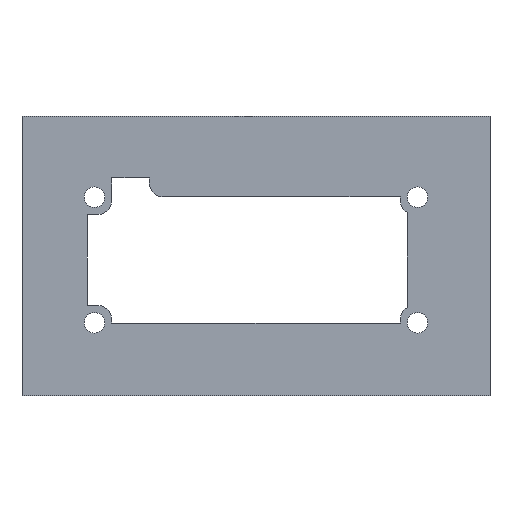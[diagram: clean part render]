
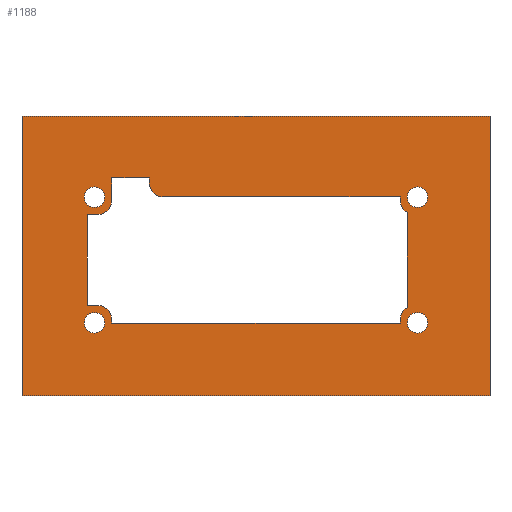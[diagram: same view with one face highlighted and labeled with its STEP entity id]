
A CAD part, front view. The second image highlights one B-rep face of the part: STEP entity #1188.
In plain terms, the highlighted planar face has unit normal (0, -1, 0).
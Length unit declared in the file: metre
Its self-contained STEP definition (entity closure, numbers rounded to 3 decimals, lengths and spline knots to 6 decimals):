
#29=CIRCLE('',#1267,0.00145);
#30=CIRCLE('',#1268,0.00145);
#31=CIRCLE('',#1269,0.00145);
#32=CIRCLE('',#1270,0.00145);
#33=CIRCLE('',#1271,0.002);
#34=CIRCLE('',#1272,0.002);
#35=CIRCLE('',#1273,0.002);
#36=CIRCLE('',#1274,0.002);
#37=CIRCLE('',#1275,0.002);
#127=ORIENTED_EDGE('',*,*,#459,.T.);
#128=ORIENTED_EDGE('',*,*,#460,.T.);
#129=ORIENTED_EDGE('',*,*,#461,.T.);
#130=ORIENTED_EDGE('',*,*,#462,.T.);
#131=ORIENTED_EDGE('',*,*,#463,.T.);
#132=ORIENTED_EDGE('',*,*,#464,.T.);
#133=ORIENTED_EDGE('',*,*,#415,.T.);
#134=ORIENTED_EDGE('',*,*,#421,.F.);
#135=ORIENTED_EDGE('',*,*,#465,.T.);
#136=ORIENTED_EDGE('',*,*,#422,.T.);
#137=ORIENTED_EDGE('',*,*,#466,.T.);
#138=ORIENTED_EDGE('',*,*,#395,.F.);
#139=ORIENTED_EDGE('',*,*,#401,.F.);
#140=ORIENTED_EDGE('',*,*,#404,.F.);
#141=ORIENTED_EDGE('',*,*,#467,.T.);
#142=ORIENTED_EDGE('',*,*,#405,.T.);
#143=ORIENTED_EDGE('',*,*,#411,.F.);
#144=ORIENTED_EDGE('',*,*,#414,.F.);
#145=ORIENTED_EDGE('',*,*,#468,.T.);
#146=ORIENTED_EDGE('',*,*,#469,.T.);
#147=ORIENTED_EDGE('',*,*,#470,.F.);
#148=ORIENTED_EDGE('',*,*,#471,.F.);
#149=ORIENTED_EDGE('',*,*,#472,.T.);
#150=ORIENTED_EDGE('',*,*,#456,.T.);
#151=ORIENTED_EDGE('',*,*,#473,.F.);
#395=EDGE_CURVE('',#564,#565,#680,.T.);
#401=EDGE_CURVE('',#569,#564,#686,.T.);
#404=EDGE_CURVE('',#571,#569,#689,.T.);
#405=EDGE_CURVE('',#572,#573,#690,.T.);
#411=EDGE_CURVE('',#577,#573,#696,.T.);
#414=EDGE_CURVE('',#579,#577,#699,.T.);
#415=EDGE_CURVE('',#580,#581,#700,.T.);
#421=EDGE_CURVE('',#585,#581,#706,.T.);
#422=EDGE_CURVE('',#586,#587,#707,.T.);
#456=EDGE_CURVE('',#621,#620,#739,.T.);
#459=EDGE_CURVE('',#622,#622,#29,.F.);
#460=EDGE_CURVE('',#623,#623,#30,.F.);
#461=EDGE_CURVE('',#624,#624,#31,.F.);
#462=EDGE_CURVE('',#625,#625,#32,.F.);
#463=EDGE_CURVE('',#626,#627,#742,.T.);
#464=EDGE_CURVE('',#627,#580,#33,.T.);
#465=EDGE_CURVE('',#585,#586,#34,.T.);
#466=EDGE_CURVE('',#587,#565,#35,.T.);
#467=EDGE_CURVE('',#571,#572,#36,.T.);
#468=EDGE_CURVE('',#579,#628,#37,.T.);
#469=EDGE_CURVE('',#628,#629,#743,.T.);
#470=EDGE_CURVE('',#626,#629,#744,.T.);
#471=EDGE_CURVE('',#630,#631,#745,.T.);
#472=EDGE_CURVE('',#630,#621,#746,.T.);
#473=EDGE_CURVE('',#631,#620,#747,.T.);
#564=VERTEX_POINT('',#1675);
#565=VERTEX_POINT('',#1676);
#569=VERTEX_POINT('',#1686);
#571=VERTEX_POINT('',#1692);
#572=VERTEX_POINT('',#1696);
#573=VERTEX_POINT('',#1697);
#577=VERTEX_POINT('',#1707);
#579=VERTEX_POINT('',#1713);
#580=VERTEX_POINT('',#1717);
#581=VERTEX_POINT('',#1718);
#585=VERTEX_POINT('',#1728);
#586=VERTEX_POINT('',#1732);
#587=VERTEX_POINT('',#1733);
#620=VERTEX_POINT('',#1802);
#621=VERTEX_POINT('',#1804);
#622=VERTEX_POINT('',#1809);
#623=VERTEX_POINT('',#1811);
#624=VERTEX_POINT('',#1813);
#625=VERTEX_POINT('',#1815);
#626=VERTEX_POINT('',#1817);
#627=VERTEX_POINT('',#1818);
#628=VERTEX_POINT('',#1824);
#629=VERTEX_POINT('',#1826);
#630=VERTEX_POINT('',#1829);
#631=VERTEX_POINT('',#1830);
#680=LINE('',#1674,#819);
#686=LINE('',#1687,#825);
#689=LINE('',#1693,#828);
#690=LINE('',#1695,#829);
#696=LINE('',#1708,#835);
#699=LINE('',#1714,#838);
#700=LINE('',#1716,#839);
#706=LINE('',#1729,#845);
#707=LINE('',#1731,#846);
#739=LINE('',#1803,#878);
#742=LINE('',#1816,#881);
#743=LINE('',#1825,#882);
#744=LINE('',#1827,#883);
#745=LINE('',#1828,#884);
#746=LINE('',#1831,#885);
#747=LINE('',#1832,#886);
#819=VECTOR('',#1349,1.);
#825=VECTOR('',#1357,1.);
#828=VECTOR('',#1362,1.);
#829=VECTOR('',#1365,1.);
#835=VECTOR('',#1373,1.);
#838=VECTOR('',#1378,1.);
#839=VECTOR('',#1381,1.);
#845=VECTOR('',#1389,1.);
#846=VECTOR('',#1392,1.);
#878=VECTOR('',#1434,1.);
#881=VECTOR('',#1447,1.);
#882=VECTOR('',#1458,1.);
#883=VECTOR('',#1459,1.);
#884=VECTOR('',#1460,1.);
#885=VECTOR('',#1461,1.);
#886=VECTOR('',#1462,1.);
#972=EDGE_LOOP('',(#127));
#973=EDGE_LOOP('',(#128));
#974=EDGE_LOOP('',(#129));
#975=EDGE_LOOP('',(#130));
#976=EDGE_LOOP('',(#131,#132,#133,#134,#135,#136,#137,#138,#139,#140,#141,
#142,#143,#144,#145,#146,#147));
#977=EDGE_LOOP('',(#148,#149,#150,#151));
#1057=FACE_BOUND('',#972,.T.);
#1058=FACE_BOUND('',#973,.T.);
#1059=FACE_BOUND('',#974,.T.);
#1060=FACE_BOUND('',#975,.T.);
#1061=FACE_BOUND('',#976,.T.);
#1062=FACE_BOUND('',#977,.T.);
#1140=PLANE('',#1266);
#1188=ADVANCED_FACE('',(#1057,#1058,#1059,#1060,#1061,#1062),#1140,.T.);
#1266=AXIS2_PLACEMENT_3D('',#1807,#1437,#1438);
#1267=AXIS2_PLACEMENT_3D('',#1808,#1439,#1440);
#1268=AXIS2_PLACEMENT_3D('',#1810,#1441,#1442);
#1269=AXIS2_PLACEMENT_3D('',#1812,#1443,#1444);
#1270=AXIS2_PLACEMENT_3D('',#1814,#1445,#1446);
#1271=AXIS2_PLACEMENT_3D('',#1819,#1448,#1449);
#1272=AXIS2_PLACEMENT_3D('',#1820,#1450,#1451);
#1273=AXIS2_PLACEMENT_3D('',#1821,#1452,#1453);
#1274=AXIS2_PLACEMENT_3D('',#1822,#1454,#1455);
#1275=AXIS2_PLACEMENT_3D('',#1823,#1456,#1457);
#1349=DIRECTION('',(0.,0.,1.));
#1357=DIRECTION('',(1.,0.,0.));
#1362=DIRECTION('',(0.,0.,-1.));
#1365=DIRECTION('',(-1.,0.,0.));
#1373=DIRECTION('',(0.,0.,-1.));
#1378=DIRECTION('',(-1.,0.,0.));
#1381=DIRECTION('',(1.,0.,0.));
#1389=DIRECTION('',(0.,0.,1.));
#1392=DIRECTION('',(0.,0.,-1.));
#1434=DIRECTION('',(0.,0.,-1.));
#1437=DIRECTION('',(0.,-1.,0.));
#1438=DIRECTION('',(0.,0.,-1.));
#1439=DIRECTION('',(0.,-1.,0.));
#1440=DIRECTION('',(0.,0.,-1.));
#1441=DIRECTION('',(0.,-1.,0.));
#1442=DIRECTION('',(0.,0.,-1.));
#1443=DIRECTION('',(0.,-1.,0.));
#1444=DIRECTION('',(0.,0.,-1.));
#1445=DIRECTION('',(0.,-1.,0.));
#1446=DIRECTION('',(0.,0.,-1.));
#1447=DIRECTION('',(0.,0.,-1.));
#1448=DIRECTION('',(0.,-1.,0.));
#1449=DIRECTION('',(0.,0.,-1.));
#1450=DIRECTION('',(0.,-1.,0.));
#1451=DIRECTION('',(0.,0.,-1.));
#1452=DIRECTION('',(0.,-1.,0.));
#1453=DIRECTION('',(0.,0.,-1.));
#1454=DIRECTION('',(0.,-1.,0.));
#1455=DIRECTION('',(0.,0.,-1.));
#1456=DIRECTION('',(0.,-1.,0.));
#1457=DIRECTION('',(0.,0.,-1.));
#1458=DIRECTION('',(0.,0.,1.));
#1459=DIRECTION('',(-1.,0.,0.));
#1460=DIRECTION('',(0.,0.,-1.));
#1461=DIRECTION('',(-1.,0.,0.));
#1462=DIRECTION('',(-1.,0.,0.));
#1674=CARTESIAN_POINT('',(0.0204,-0.0975,-0.004398));
#1675=CARTESIAN_POINT('',(0.0204,-0.0975,-0.0339));
#1676=CARTESIAN_POINT('',(0.0204,-0.0975,-0.0334));
#1686=CARTESIAN_POINT('',(-0.0204,-0.0975,-0.0339));
#1687=CARTESIAN_POINT('',(0.,-0.0975,-0.0339));
#1692=CARTESIAN_POINT('',(-0.0204,-0.0975,-0.0334));
#1693=CARTESIAN_POINT('',(-0.0204,-0.0975,-0.004398));
#1695=CARTESIAN_POINT('',(0.,-0.0975,-0.0314));
#1696=CARTESIAN_POINT('',(-0.0224,-0.0975,-0.0314));
#1697=CARTESIAN_POINT('',(-0.0239,-0.0975,-0.0314));
#1707=CARTESIAN_POINT('',(-0.0239,-0.0975,-0.01854));
#1708=CARTESIAN_POINT('',(-0.0239,-0.0975,-0.004398));
#1713=CARTESIAN_POINT('',(-0.0224,-0.0975,-0.01854));
#1714=CARTESIAN_POINT('',(0.,-0.0975,-0.01854));
#1716=CARTESIAN_POINT('',(0.,-0.0975,-0.01604));
#1717=CARTESIAN_POINT('',(-0.0131,-0.0975,-0.01604));
#1718=CARTESIAN_POINT('',(0.0204,-0.0975,-0.01604));
#1728=CARTESIAN_POINT('',(0.0204,-0.0975,-0.01654));
#1729=CARTESIAN_POINT('',(0.0204,-0.0975,-0.004398));
#1731=CARTESIAN_POINT('',(0.0214,-0.0975,-0.004398));
#1732=CARTESIAN_POINT('',(0.0214,-0.0975,-0.018272));
#1733=CARTESIAN_POINT('',(0.0214,-0.0975,-0.031668));
#1802=CARTESIAN_POINT('',(-0.033115,-0.0975,-0.0442));
#1803=CARTESIAN_POINT('',(-0.033115,-0.0975,-0.004398));
#1804=CARTESIAN_POINT('',(-0.033115,-0.0975,-0.0046));
#1807=CARTESIAN_POINT('',(0.,-0.0975,-0.004398));
#1808=CARTESIAN_POINT('',(0.02286,-0.0975,-0.03386));
#1809=CARTESIAN_POINT('',(0.02286,-0.0975,-0.03531));
#1810=CARTESIAN_POINT('',(-0.02286,-0.0975,-0.03386));
#1811=CARTESIAN_POINT('',(-0.02286,-0.0975,-0.03531));
#1812=CARTESIAN_POINT('',(-0.02286,-0.0975,-0.01608));
#1813=CARTESIAN_POINT('',(-0.02286,-0.0975,-0.01753));
#1814=CARTESIAN_POINT('',(0.02286,-0.0975,-0.01608));
#1815=CARTESIAN_POINT('',(0.02286,-0.0975,-0.01753));
#1816=CARTESIAN_POINT('',(-0.0151,-0.0975,-0.004398));
#1817=CARTESIAN_POINT('',(-0.0151,-0.0975,-0.01334));
#1818=CARTESIAN_POINT('',(-0.0151,-0.0975,-0.01404));
#1819=CARTESIAN_POINT('',(-0.0131,-0.0975,-0.01404));
#1820=CARTESIAN_POINT('',(0.0224,-0.0975,-0.01654));
#1821=CARTESIAN_POINT('',(0.0224,-0.0975,-0.0334));
#1822=CARTESIAN_POINT('',(-0.0224,-0.0975,-0.0334));
#1823=CARTESIAN_POINT('',(-0.0224,-0.0975,-0.01654));
#1824=CARTESIAN_POINT('',(-0.0204,-0.0975,-0.01654));
#1825=CARTESIAN_POINT('',(-0.0204,-0.0975,-0.004398));
#1826=CARTESIAN_POINT('',(-0.0204,-0.0975,-0.01334));
#1827=CARTESIAN_POINT('',(0.,-0.0975,-0.01334));
#1828=CARTESIAN_POINT('',(0.033115,-0.0975,-0.004398));
#1829=CARTESIAN_POINT('',(0.033115,-0.0975,-0.0046));
#1830=CARTESIAN_POINT('',(0.033115,-0.0975,-0.0442));
#1831=CARTESIAN_POINT('',(0.,-0.0975,-0.0046));
#1832=CARTESIAN_POINT('',(0.,-0.0975,-0.0442));
